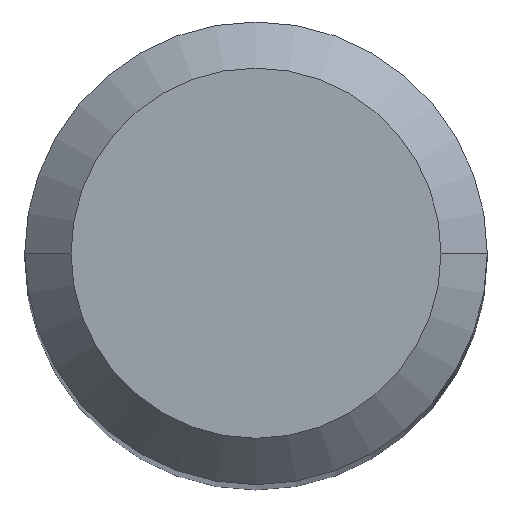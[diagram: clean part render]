
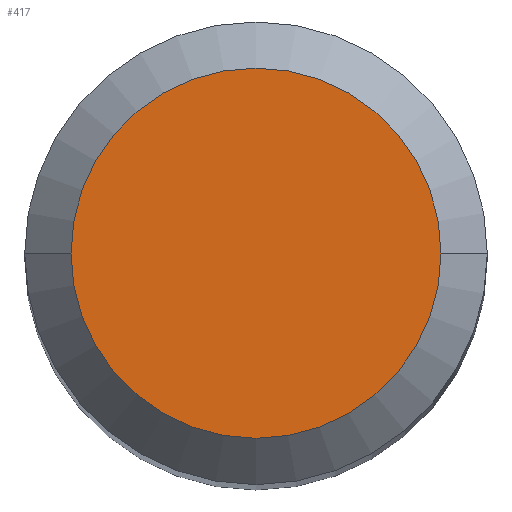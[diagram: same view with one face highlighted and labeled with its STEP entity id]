
A CAD part, top view. The second image highlights one B-rep face of the part: STEP entity #417.
In plain terms, the highlighted planar face has unit normal (0, 0, 1).
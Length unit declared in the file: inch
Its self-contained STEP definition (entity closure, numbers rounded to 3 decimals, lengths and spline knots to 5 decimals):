
#28 = ORIENTED_EDGE ( 'NONE', *, *, #304, .T. ) ;
#29 = DIRECTION ( 'NONE',  ( 1., 0., 0. ) ) ;
#39 = VERTEX_POINT ( 'NONE', #143 ) ;
#43 = AXIS2_PLACEMENT_3D ( 'NONE', #365, #490, #29 ) ;
#54 = CIRCLE ( 'NONE', #150, 0.09448 ) ;
#60 = CARTESIAN_POINT ( 'NONE',  ( 0., 0., 0. ) ) ;
#96 = CIRCLE ( 'NONE', #43, 0.09448 ) ;
#143 = CARTESIAN_POINT ( 'NONE',  ( 0.09448, 0., 0. ) ) ;
#150 = AXIS2_PLACEMENT_3D ( 'NONE', #60, #464, #174 ) ;
#165 = PLANE ( 'NONE',  #292 ) ;
#166 = ORIENTED_EDGE ( 'NONE', *, *, #327, .T. ) ;
#174 = DIRECTION ( 'NONE',  ( 1., 0., 0. ) ) ;
#204 = CARTESIAN_POINT ( 'NONE',  ( 0., 0., 0. ) ) ;
#292 = AXIS2_PLACEMENT_3D ( 'NONE', #204, #459, #308 ) ;
#304 = EDGE_CURVE ( 'NONE', #442, #39, #54, .T. ) ;
#308 = DIRECTION ( 'NONE',  ( -1., 0., 0. ) ) ;
#327 = EDGE_CURVE ( 'NONE', #39, #442, #96, .T. ) ;
#365 = CARTESIAN_POINT ( 'NONE',  ( 0., 0., 0. ) ) ;
#379 = CARTESIAN_POINT ( 'NONE',  ( -0.09448, 0., 0. ) ) ;
#382 = FACE_OUTER_BOUND ( 'NONE', #385, .T. ) ;
#385 = EDGE_LOOP ( 'NONE', ( #28, #166 ) ) ;
#417 = ADVANCED_FACE ( 'NONE', ( #382 ), #165, .F. ) ;
#442 = VERTEX_POINT ( 'NONE', #379 ) ;
#459 = DIRECTION ( 'NONE',  ( 0., 0., -1. ) ) ;
#464 = DIRECTION ( 'NONE',  ( 0., 0., 1. ) ) ;
#490 = DIRECTION ( 'NONE',  ( 0., 0., 1. ) ) ;
